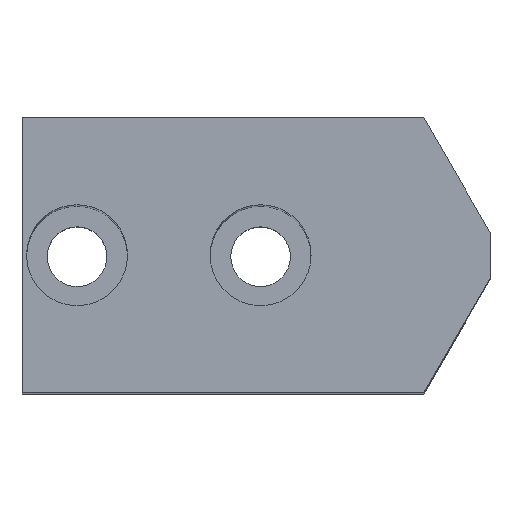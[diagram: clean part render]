
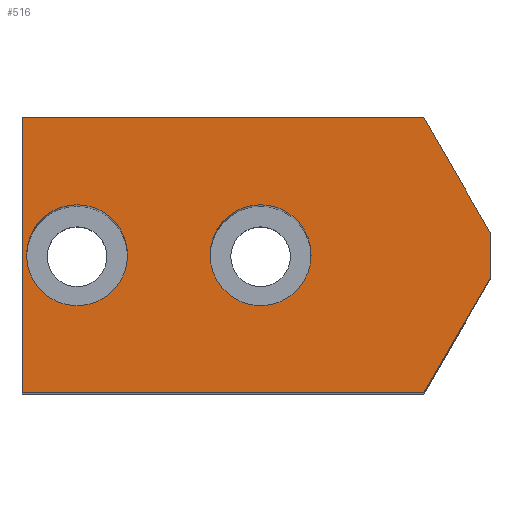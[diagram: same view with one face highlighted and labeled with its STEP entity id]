
A CAD part, top view. The second image highlights one B-rep face of the part: STEP entity #516.
In plain terms, the highlighted planar face has unit normal (0, 0, 1).
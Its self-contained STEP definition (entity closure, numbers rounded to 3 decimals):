
#56=LINE('',#824,#114);
#59=LINE('',#830,#117);
#62=LINE('',#836,#120);
#65=LINE('',#842,#123);
#68=LINE('',#847,#126);
#72=LINE('',#853,#130);
#114=VECTOR('',#680,10.);
#117=VECTOR('',#685,10.);
#120=VECTOR('',#690,10.);
#123=VECTOR('',#695,10.);
#126=VECTOR('',#700,10.);
#130=VECTOR('',#706,10.);
#139=FACE_BOUND('',#197,.T.);
#140=FACE_BOUND('',#198,.T.);
#166=FACE_OUTER_BOUND('',#196,.T.);
#196=EDGE_LOOP('',(#459,#460,#461,#462,#463,#464));
#197=EDGE_LOOP('',(#465,#466));
#198=EDGE_LOOP('',(#467,#468));
#202=CIRCLE('',#542,5.5);
#203=CIRCLE('',#543,5.5);
#208=CIRCLE('',#551,5.5);
#209=CIRCLE('',#552,5.5);
#214=VERTEX_POINT('',#720);
#215=VERTEX_POINT('',#721);
#220=VERTEX_POINT('',#737);
#221=VERTEX_POINT('',#738);
#249=VERTEX_POINT('',#821);
#250=VERTEX_POINT('',#823);
#252=VERTEX_POINT('',#829);
#254=VERTEX_POINT('',#835);
#256=VERTEX_POINT('',#841);
#257=VERTEX_POINT('',#846);
#262=EDGE_CURVE('',#214,#215,#202,.T.);
#263=EDGE_CURVE('',#215,#214,#203,.T.);
#270=EDGE_CURVE('',#220,#221,#208,.T.);
#271=EDGE_CURVE('',#221,#220,#209,.T.);
#312=EDGE_CURVE('',#250,#249,#56,.T.);
#315=EDGE_CURVE('',#252,#250,#59,.T.);
#318=EDGE_CURVE('',#254,#252,#62,.T.);
#321=EDGE_CURVE('',#256,#254,#65,.T.);
#324=EDGE_CURVE('',#257,#256,#68,.T.);
#328=EDGE_CURVE('',#249,#257,#72,.T.);
#459=ORIENTED_EDGE('',*,*,#328,.T.);
#460=ORIENTED_EDGE('',*,*,#324,.T.);
#461=ORIENTED_EDGE('',*,*,#321,.T.);
#462=ORIENTED_EDGE('',*,*,#318,.T.);
#463=ORIENTED_EDGE('',*,*,#315,.T.);
#464=ORIENTED_EDGE('',*,*,#312,.T.);
#465=ORIENTED_EDGE('',*,*,#262,.T.);
#466=ORIENTED_EDGE('',*,*,#263,.T.);
#467=ORIENTED_EDGE('',*,*,#270,.T.);
#468=ORIENTED_EDGE('',*,*,#271,.T.);
#490=PLANE('',#574);
#516=ADVANCED_FACE('',(#166,#139,#140),#490,.T.);
#542=AXIS2_PLACEMENT_3D('',#722,#587,#588);
#543=AXIS2_PLACEMENT_3D('',#723,#589,#590);
#551=AXIS2_PLACEMENT_3D('',#739,#607,#608);
#552=AXIS2_PLACEMENT_3D('',#740,#609,#610);
#574=AXIS2_PLACEMENT_3D('',#855,#709,#710);
#587=DIRECTION('center_axis',(0.,0.,-1.));
#588=DIRECTION('ref_axis',(1.,0.,0.));
#589=DIRECTION('center_axis',(0.,0.,-1.));
#590=DIRECTION('ref_axis',(1.,0.,0.));
#607=DIRECTION('center_axis',(0.,0.,-1.));
#608=DIRECTION('ref_axis',(1.,0.,0.));
#609=DIRECTION('center_axis',(0.,0.,-1.));
#610=DIRECTION('ref_axis',(1.,0.,0.));
#680=DIRECTION('',(-0.5,0.866,0.));
#685=DIRECTION('',(0.,1.,0.));
#690=DIRECTION('',(0.5,0.866,0.));
#695=DIRECTION('',(1.,0.,0.));
#700=DIRECTION('',(0.,-1.,0.));
#706=DIRECTION('',(-1.,0.,0.));
#709=DIRECTION('center_axis',(0.,0.,1.));
#710=DIRECTION('ref_axis',(1.,0.,0.));
#720=CARTESIAN_POINT('',(-39.5,0.,100.));
#721=CARTESIAN_POINT('',(-50.5,0.,100.));
#722=CARTESIAN_POINT('Origin',(-45.,0.,100.));
#723=CARTESIAN_POINT('Origin',(-45.,0.,100.));
#737=CARTESIAN_POINT('',(-19.5,0.,100.));
#738=CARTESIAN_POINT('',(-30.5,0.,100.));
#739=CARTESIAN_POINT('Origin',(-25.,0.,100.));
#740=CARTESIAN_POINT('Origin',(-25.,0.,100.));
#821=CARTESIAN_POINT('',(-7.217,15.,100.));
#823=CARTESIAN_POINT('',(0.,2.5,100.));
#824=CARTESIAN_POINT('',(-7.217,15.,100.));
#829=CARTESIAN_POINT('',(0.,-2.5,100.));
#830=CARTESIAN_POINT('',(0.,2.5,100.));
#835=CARTESIAN_POINT('',(-7.217,-15.,100.));
#836=CARTESIAN_POINT('',(0.,-2.5,100.));
#841=CARTESIAN_POINT('',(-51.,-15.,100.));
#842=CARTESIAN_POINT('',(-7.217,-15.,100.));
#846=CARTESIAN_POINT('',(-51.,15.,100.));
#847=CARTESIAN_POINT('',(-51.,-15.,100.));
#853=CARTESIAN_POINT('',(-51.,15.,100.));
#855=CARTESIAN_POINT('Origin',(-27.623,0.,100.));
